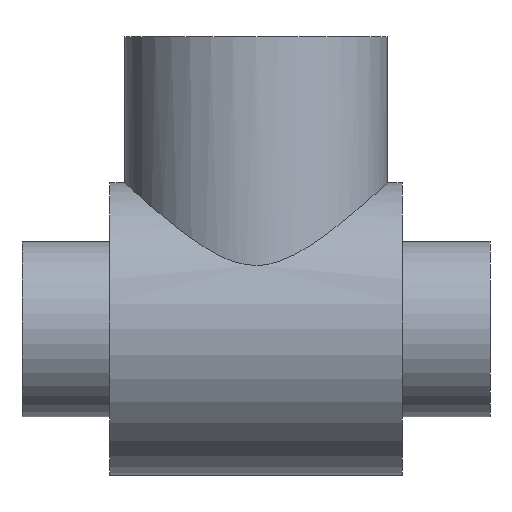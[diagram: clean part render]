
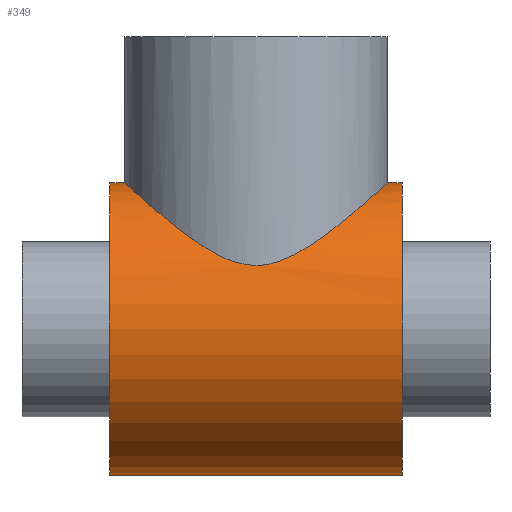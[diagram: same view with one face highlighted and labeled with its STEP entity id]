
A CAD part, left-side view. The second image highlights one B-rep face of the part: STEP entity #349.
In plain terms, the highlighted cylindrical face has radius 5 mm (diameter 10 mm), a full revolution.
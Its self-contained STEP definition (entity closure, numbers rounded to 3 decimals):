
#22=FACE_BOUND('',#79,.T.);
#32=CIRCLE('',#385,5.);
#33=CIRCLE('',#387,5.);
#34=CIRCLE('',#388,5.);
#35=CIRCLE('',#389,5.);
#57=FACE_OUTER_BOUND('',#78,.T.);
#78=EDGE_LOOP('',(#243,#244,#245,#246));
#79=EDGE_LOOP('',(#247,#248,#249,#250,#251,#252));
#106=LINE('',#540,#118);
#107=LINE('',#585,#119);
#108=LINE('',#588,#120);
#118=VECTOR('',#429,10.);
#119=VECTOR('',#440,5.);
#120=VECTOR('',#443,10.);
#136=B_SPLINE_CURVE_WITH_KNOTS('',3,(#590,#591,#592,#593,#594,#595,#596,
#597,#598,#599,#600,#601,#602,#603,#604,#605),.UNSPECIFIED.,.F.,.F.,(4,
2,2,2,2,2,2,4),(0.473,0.574,0.756,0.938,
1.121,1.317,1.415,1.513),
 .UNSPECIFIED.);
#137=B_SPLINE_CURVE_WITH_KNOTS('',3,(#607,#608,#609,#610,#611,#612,#613,
#614,#615,#616,#617,#618,#619,#620,#621,#622,#623,#624),.UNSPECIFIED.,.F.,
 .F.,(4,2,2,2,2,2,2,2,4),(1.513,1.611,1.709,
1.905,2.087,2.269,2.451,2.633,
2.662),.UNSPECIFIED.);
#147=VERTEX_POINT('',#527);
#149=VERTEX_POINT('',#535);
#154=VERTEX_POINT('',#573);
#155=VERTEX_POINT('',#582);
#156=VERTEX_POINT('',#584);
#157=VERTEX_POINT('',#587);
#158=VERTEX_POINT('',#589);
#159=VERTEX_POINT('',#606);
#184=EDGE_CURVE('',#147,#149,#106,.T.);
#189=EDGE_CURVE('',#147,#154,#32,.T.);
#191=EDGE_CURVE('',#155,#155,#33,.T.);
#192=EDGE_CURVE('',#155,#156,#107,.T.);
#193=EDGE_CURVE('',#156,#156,#34,.T.);
#194=EDGE_CURVE('',#154,#157,#108,.T.);
#195=EDGE_CURVE('',#149,#158,#136,.T.);
#196=EDGE_CURVE('',#158,#159,#137,.T.);
#197=EDGE_CURVE('',#157,#159,#35,.T.);
#243=ORIENTED_EDGE('',*,*,#191,.F.);
#244=ORIENTED_EDGE('',*,*,#192,.T.);
#245=ORIENTED_EDGE('',*,*,#193,.T.);
#246=ORIENTED_EDGE('',*,*,#192,.F.);
#247=ORIENTED_EDGE('',*,*,#194,.F.);
#248=ORIENTED_EDGE('',*,*,#189,.F.);
#249=ORIENTED_EDGE('',*,*,#184,.T.);
#250=ORIENTED_EDGE('',*,*,#195,.T.);
#251=ORIENTED_EDGE('',*,*,#196,.T.);
#252=ORIENTED_EDGE('',*,*,#197,.F.);
#336=CYLINDRICAL_SURFACE('',#386,5.);
#349=ADVANCED_FACE('',(#57,#22),#336,.T.);
#385=AXIS2_PLACEMENT_3D('',#574,#434,#435);
#386=AXIS2_PLACEMENT_3D('',#581,#436,#437);
#387=AXIS2_PLACEMENT_3D('',#583,#438,#439);
#388=AXIS2_PLACEMENT_3D('',#586,#441,#442);
#389=AXIS2_PLACEMENT_3D('',#625,#444,#445);
#429=DIRECTION('',(0.,1.,0.));
#434=DIRECTION('center_axis',(0.,1.,0.));
#435=DIRECTION('ref_axis',(0.97,0.,-0.242));
#436=DIRECTION('center_axis',(0.,1.,0.));
#437=DIRECTION('ref_axis',(1.,0.,0.));
#438=DIRECTION('center_axis',(0.,1.,0.));
#439=DIRECTION('ref_axis',(1.,0.,0.));
#440=DIRECTION('',(0.,-1.,0.));
#441=DIRECTION('center_axis',(0.,1.,0.));
#442=DIRECTION('ref_axis',(1.,0.,0.));
#443=DIRECTION('',(0.,1.,0.));
#444=DIRECTION('center_axis',(0.,-1.,0.));
#445=DIRECTION('ref_axis',(0.962,0.,-0.272));
#527=CARTESIAN_POINT('',(2.626,4.,4.255));
#535=CARTESIAN_POINT('',(2.626,4.346,4.255));
#540=CARTESIAN_POINT('',(2.626,7.,4.255));
#573=CARTESIAN_POINT('',(2.168,4.,-4.505));
#574=CARTESIAN_POINT('Origin',(0.,4.,0.));
#581=CARTESIAN_POINT('Origin',(0.,0.,0.));
#582=CARTESIAN_POINT('',(-5.,13.,0.));
#583=CARTESIAN_POINT('Origin',(0.,13.,0.));
#584=CARTESIAN_POINT('',(-5.,3.,0.));
#585=CARTESIAN_POINT('',(-5.,0.,0.));
#586=CARTESIAN_POINT('Origin',(0.,3.,0.));
#587=CARTESIAN_POINT('',(2.168,11.,-4.505));
#588=CARTESIAN_POINT('',(2.168,0.,-4.505));
#589=CARTESIAN_POINT('',(-4.5,8.,2.179));
#590=CARTESIAN_POINT('Ctrl Pts',(2.626,4.346,4.255));
#591=CARTESIAN_POINT('Ctrl Pts',(2.37,4.162,4.413));
#592=CARTESIAN_POINT('Ctrl Pts',(2.085,3.999,4.556));
#593=CARTESIAN_POINT('Ctrl Pts',(1.229,3.63,4.882));
#594=CARTESIAN_POINT('Ctrl Pts',(0.607,3.5,5.));
#595=CARTESIAN_POINT('Ctrl Pts',(-0.607,3.5,5.));
#596=CARTESIAN_POINT('Ctrl Pts',(-1.229,3.63,4.882));
#597=CARTESIAN_POINT('Ctrl Pts',(-2.331,4.104,4.463));
#598=CARTESIAN_POINT('Ctrl Pts',(-2.811,4.447,4.163));
#599=CARTESIAN_POINT('Ctrl Pts',(-3.581,5.217,3.527));
#600=CARTESIAN_POINT('Ctrl Pts',(-3.914,5.704,3.138));
#601=CARTESIAN_POINT('Ctrl Pts',(-4.254,6.505,2.635));
#602=CARTESIAN_POINT('Ctrl Pts',(-4.343,6.784,2.481));
#603=CARTESIAN_POINT('Ctrl Pts',(-4.465,7.367,2.253));
#604=CARTESIAN_POINT('Ctrl Pts',(-4.5,7.673,2.179));
#605=CARTESIAN_POINT('Ctrl Pts',(-4.5,8.,2.179));
#606=CARTESIAN_POINT('',(3.354,11.,3.708));
#607=CARTESIAN_POINT('Ctrl Pts',(-4.5,8.,2.179));
#608=CARTESIAN_POINT('Ctrl Pts',(-4.5,8.327,2.179));
#609=CARTESIAN_POINT('Ctrl Pts',(-4.465,8.633,2.253));
#610=CARTESIAN_POINT('Ctrl Pts',(-4.343,9.216,2.481));
#611=CARTESIAN_POINT('Ctrl Pts',(-4.254,9.495,2.635));
#612=CARTESIAN_POINT('Ctrl Pts',(-3.914,10.296,3.138));
#613=CARTESIAN_POINT('Ctrl Pts',(-3.581,10.783,3.527));
#614=CARTESIAN_POINT('Ctrl Pts',(-2.811,11.553,4.163));
#615=CARTESIAN_POINT('Ctrl Pts',(-2.331,11.896,4.463));
#616=CARTESIAN_POINT('Ctrl Pts',(-1.229,12.37,4.882));
#617=CARTESIAN_POINT('Ctrl Pts',(-0.607,12.5,5.));
#618=CARTESIAN_POINT('Ctrl Pts',(0.607,12.5,5.));
#619=CARTESIAN_POINT('Ctrl Pts',(1.229,12.37,4.882));
#620=CARTESIAN_POINT('Ctrl Pts',(2.331,11.896,4.463));
#621=CARTESIAN_POINT('Ctrl Pts',(2.811,11.553,4.163));
#622=CARTESIAN_POINT('Ctrl Pts',(3.241,11.123,3.808));
#623=CARTESIAN_POINT('Ctrl Pts',(3.298,11.062,3.759));
#624=CARTESIAN_POINT('Ctrl Pts',(3.354,11.,3.708));
#625=CARTESIAN_POINT('Origin',(0.,11.,0.));
